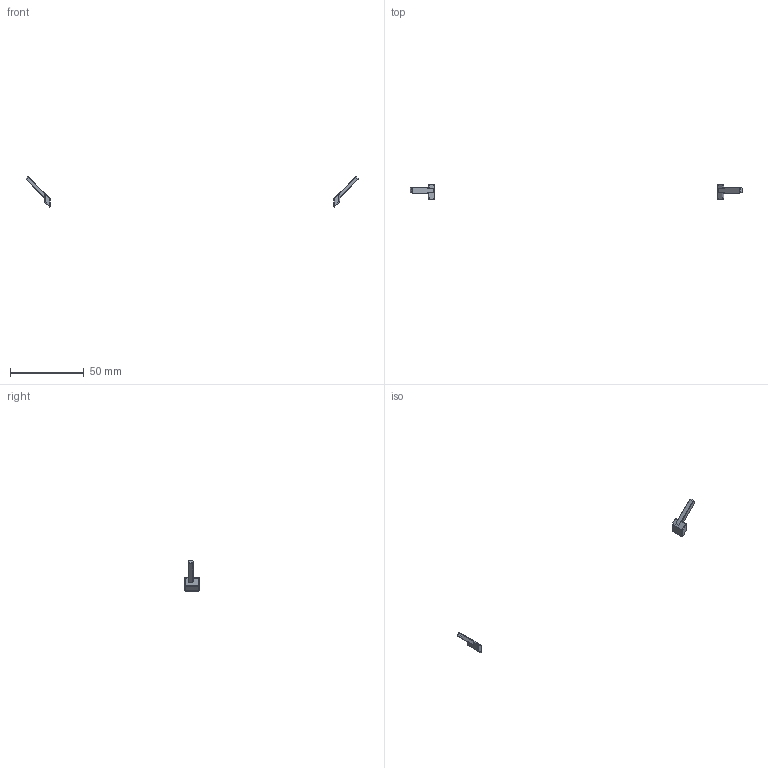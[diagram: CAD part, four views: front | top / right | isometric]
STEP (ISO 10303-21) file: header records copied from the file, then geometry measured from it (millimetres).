
FILE_DESCRIPTION(/* description */ (''),/* implementation_level */ '2;1');
FILE_NAME(/* name */ 'C - A Cam Arm v5.step',/* time_stamp */ '2023-08-05T10:55:18-08:00',/* author */ (''),/* organization */ (''),/* preprocessor_version */ 'ST-DEVELOPER v20',/* originating_system */ 'Autodesk Translation Framework v12.9.0.99',/* authorisation */ '');
FILE_SCHEMA (('AUTOMOTIVE_DESIGN { 1 0 10303 214 3 1 1 }'));
Length unit declared in the file: millimetre
Products named in the file (1): C - A Cam Arm
Bounding box: 224.71 x 10 x 20.36 mm (x, y, z)
Volume: 826.7 mm3; surface area: 910.4 mm2
Topology: 2 solids, 2 shells, 90 faces, 190 edges, 104 vertices
Faces by surface type: plane 48, cylinder 26, sphere 16
Entity records: 2365 total; most frequent: DIRECTION 428, CARTESIAN_POINT 385, ORIENTED_EDGE 380, EDGE_CURVE 190, AXIS2_PLACEMENT_3D 147, LINE 134, VECTOR 134, VERTEX_POINT 104
